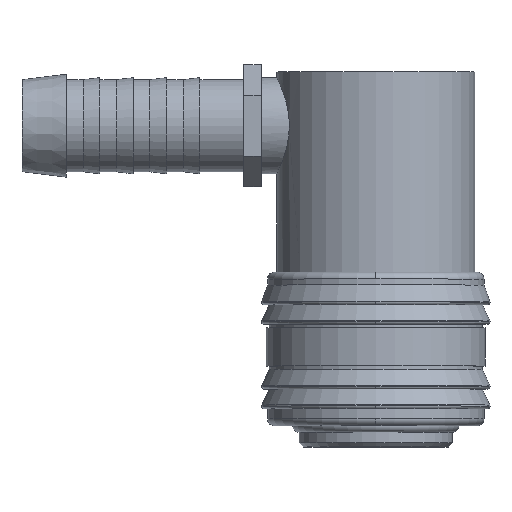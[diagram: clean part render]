
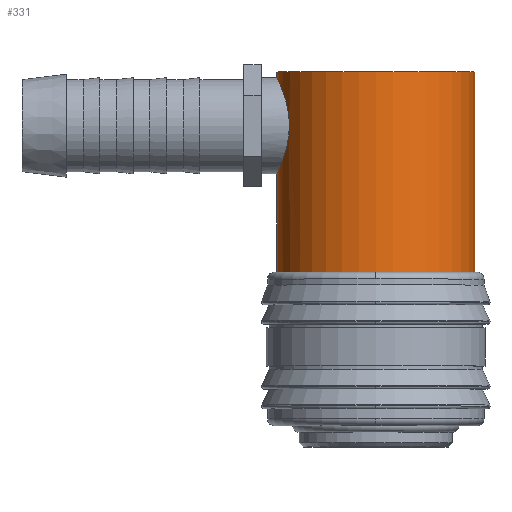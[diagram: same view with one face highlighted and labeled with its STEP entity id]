
A CAD part, top view. The second image highlights one B-rep face of the part: STEP entity #331.
In plain terms, the highlighted cylindrical face has radius 11.61 mm (diameter 23.22 mm), a partial arc.
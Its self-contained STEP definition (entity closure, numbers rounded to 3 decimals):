
#331=ADVANCED_FACE('',(#674),#675,.T.);
#674=FACE_OUTER_BOUND('',#1008,.T.);
#675=CYLINDRICAL_SURFACE('',#1009,11.61);
#1008=EDGE_LOOP('',(#1883,#1884,#1885,#1886,#1887,#1888,#1889));
#1009=AXIS2_PLACEMENT_3D('',#1890,#1891,#1892);
#1883=ORIENTED_EDGE('',*,*,#2157,.T.);
#1884=ORIENTED_EDGE('',*,*,#2226,.F.);
#1885=ORIENTED_EDGE('',*,*,#2159,.T.);
#1886=ORIENTED_EDGE('',*,*,#2224,.T.);
#1887=ORIENTED_EDGE('',*,*,#2223,.T.);
#1888=ORIENTED_EDGE('',*,*,#2158,.T.);
#1889=ORIENTED_EDGE('',*,*,#1906,.F.);
#1890=CARTESIAN_POINT('',(0.0,31.35,0.0));
#1891=DIRECTION('',(-0.0,1.0,0.0));
#1892=DIRECTION('',(1.0,0.0,0.0));
#1906=EDGE_CURVE('',#2253,#2252,#2255,.T.);
#2157=EDGE_CURVE('',#2253,#2640,#2641,.T.);
#2158=EDGE_CURVE('',#2266,#2252,#2642,.T.);
#2159=EDGE_CURVE('',#2643,#2263,#2644,.T.);
#2223=EDGE_CURVE('',#2710,#2266,#2711,.T.);
#2224=EDGE_CURVE('',#2263,#2710,#2712,.T.);
#2226=EDGE_CURVE('',#2643,#2640,#2714,.T.);
#2252=VERTEX_POINT('',#2744);
#2253=VERTEX_POINT('',#2745);
#2255=CIRCLE('',#2747,11.61);
#2263=VERTEX_POINT('',#2755);
#2266=VERTEX_POINT('',#2759);
#2640=VERTEX_POINT('',#3471);
#2641=LINE('',#3472,#3473);
#2642=LINE('',#3474,#3475);
#2643=VERTEX_POINT('',#3476);
#2644=LINE('',#3477,#3478);
#2710=VERTEX_POINT('',#3555);
#2711=B_SPLINE_CURVE_WITH_KNOTS('',3,(#3556,#3557,#3558,#3559,#3560,#3561,#3562,#3563,#3564,#3565,#3566,#3567,#3568,#3569,#3570,#3571,#3572,#3573),.UNSPECIFIED.,.F.,.F.,(4,2,2,2,2,2,2,2,4),(0.0,1.081,2.162,3.243,4.323,5.402,6.48,7.558,8.637),.UNSPECIFIED.);
#2712=B_SPLINE_CURVE_WITH_KNOTS('',3,(#3574,#3575,#3576,#3577,#3578,#3579,#3580,#3581,#3582,#3583,#3584,#3585,#3586,#3587,#3588,#3589,#3590,#3591),.UNSPECIFIED.,.F.,.F.,(4,2,2,2,2,2,2,2,4),(25.91,26.988,28.067,29.145,30.223,31.304,32.385,33.466,34.547),.UNSPECIFIED.);
#2714=CIRCLE('',#3593,11.61);
#2744=CARTESIAN_POINT('',(-11.61,20.5,0.));
#2745=CARTESIAN_POINT('',(11.61,20.5,0.));
#2747=AXIS2_PLACEMENT_3D('',#3620,#3621,#3622);
#2755=CARTESIAN_POINT('',(-11.61,43.325,0.));
#2759=CARTESIAN_POINT('',(-11.61,32.075,0.));
#3471=CARTESIAN_POINT('',(11.61,44.0,0.0));
#3472=CARTESIAN_POINT('',(11.61,31.35,0.));
#3473=VECTOR('',#4065,1.0);
#3474=CARTESIAN_POINT('',(-11.61,31.35,0.));
#3475=VECTOR('',#4066,1.0);
#3476=CARTESIAN_POINT('',(-11.61,44.0,0.));
#3477=CARTESIAN_POINT('',(-11.61,31.35,0.));
#3478=VECTOR('',#4067,1.0);
#3555=CARTESIAN_POINT('',(-10.156,37.7,5.625));
#3556=CARTESIAN_POINT('',(-10.156,37.7,5.625));
#3557=CARTESIAN_POINT('',(-10.156,37.34,5.625));
#3558=CARTESIAN_POINT('',(-10.176,36.97,5.59));
#3559=CARTESIAN_POINT('',(-10.255,36.238,5.444));
#3560=CARTESIAN_POINT('',(-10.313,35.876,5.334));
#3561=CARTESIAN_POINT('',(-10.458,35.185,5.046));
#3562=CARTESIAN_POINT('',(-10.543,34.856,4.867));
#3563=CARTESIAN_POINT('',(-10.723,34.248,4.456));
#3564=CARTESIAN_POINT('',(-10.817,33.969,4.224));
#3565=CARTESIAN_POINT('',(-10.997,33.476,3.731));
#3566=CARTESIAN_POINT('',(-11.089,33.244,3.453));
#3567=CARTESIAN_POINT('',(-11.261,32.834,2.845));
#3568=CARTESIAN_POINT('',(-11.34,32.655,2.515));
#3569=CARTESIAN_POINT('',(-11.471,32.366,1.823));
#3570=CARTESIAN_POINT('',(-11.524,32.255,1.461));
#3571=CARTESIAN_POINT('',(-11.593,32.11,0.729));
#3572=CARTESIAN_POINT('',(-11.61,32.075,0.359));
#3573=CARTESIAN_POINT('',(-11.61,32.075,0.));
#3574=CARTESIAN_POINT('',(-11.61,43.325,0.));
#3575=CARTESIAN_POINT('',(-11.61,43.325,0.359));
#3576=CARTESIAN_POINT('',(-11.593,43.29,0.729));
#3577=CARTESIAN_POINT('',(-11.524,43.145,1.461));
#3578=CARTESIAN_POINT('',(-11.471,43.034,1.823));
#3579=CARTESIAN_POINT('',(-11.34,42.745,2.515));
#3580=CARTESIAN_POINT('',(-11.261,42.566,2.845));
#3581=CARTESIAN_POINT('',(-11.089,42.156,3.453));
#3582=CARTESIAN_POINT('',(-10.997,41.924,3.731));
#3583=CARTESIAN_POINT('',(-10.817,41.431,4.224));
#3584=CARTESIAN_POINT('',(-10.723,41.152,4.456));
#3585=CARTESIAN_POINT('',(-10.543,40.544,4.867));
#3586=CARTESIAN_POINT('',(-10.458,40.215,5.046));
#3587=CARTESIAN_POINT('',(-10.313,39.524,5.334));
#3588=CARTESIAN_POINT('',(-10.255,39.162,5.444));
#3589=CARTESIAN_POINT('',(-10.176,38.43,5.59));
#3590=CARTESIAN_POINT('',(-10.156,38.06,5.625));
#3591=CARTESIAN_POINT('',(-10.156,37.7,5.625));
#3593=AXIS2_PLACEMENT_3D('',#4127,#4128,#4129);
#3620=CARTESIAN_POINT('',(0.0,20.5,0.0));
#3621=DIRECTION('',(0.0,-1.0,-0.0));
#3622=DIRECTION('',(1.0,0.0,0.0));
#4065=DIRECTION('',(0.0,1.0,0.0));
#4066=DIRECTION('',(-0.0,-1.0,-0.0));
#4067=DIRECTION('',(-0.0,-1.0,-0.0));
#4127=CARTESIAN_POINT('',(0.0,44.0,0.0));
#4128=DIRECTION('',(-0.0,1.0,0.0));
#4129=DIRECTION('',(1.0,0.0,0.0));
